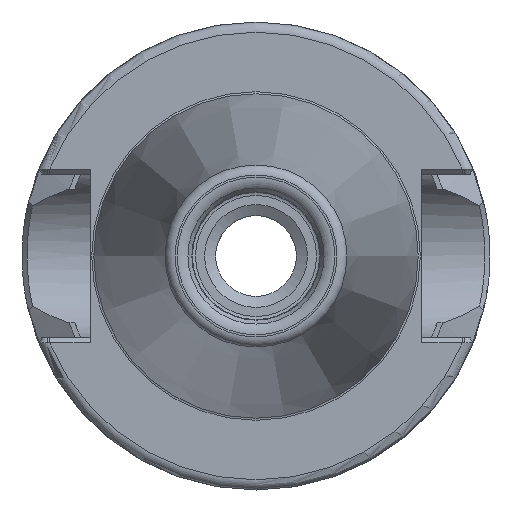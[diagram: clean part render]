
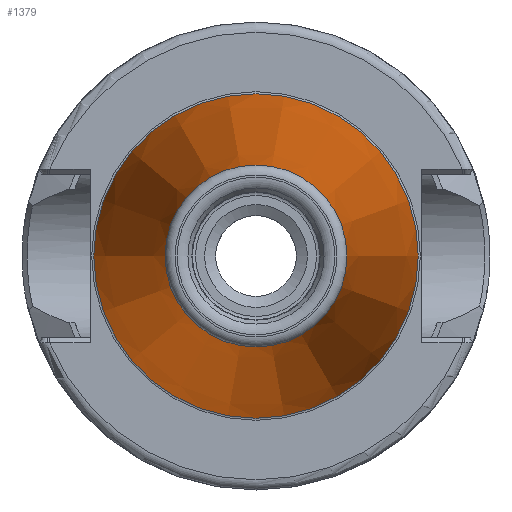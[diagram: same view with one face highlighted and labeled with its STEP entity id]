
A CAD part, left-side view. The second image highlights one B-rep face of the part: STEP entity #1379.
In plain terms, the highlighted conical face has half-angle 8.297 degrees and reference radius 12.445 mm.
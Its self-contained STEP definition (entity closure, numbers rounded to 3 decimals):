
#191=FACE_OUTER_BOUND('',#268,.T.);
#268=EDGE_LOOP('',(#1238,#1239,#1240,#1241,#1242,#1243,#1244));
#342=LINE('',#3026,#406);
#406=VECTOR('',#1908,12.445);
#488=CIRCLE('',#1539,8.941);
#489=CIRCLE('',#1540,8.941);
#490=CIRCLE('',#1541,8.941);
#492=CIRCLE('',#1544,15.948);
#493=CIRCLE('',#1545,15.948);
#646=VERTEX_POINT('',#3014);
#647=VERTEX_POINT('',#3015);
#648=VERTEX_POINT('',#3017);
#649=VERTEX_POINT('',#3022);
#650=VERTEX_POINT('',#3023);
#851=EDGE_CURVE('',#646,#647,#488,.T.);
#852=EDGE_CURVE('',#648,#646,#489,.T.);
#853=EDGE_CURVE('',#647,#648,#490,.T.);
#855=EDGE_CURVE('',#649,#650,#492,.T.);
#856=EDGE_CURVE('',#650,#649,#493,.T.);
#857=EDGE_CURVE('',#650,#648,#342,.T.);
#1238=ORIENTED_EDGE('',*,*,#855,.F.);
#1239=ORIENTED_EDGE('',*,*,#856,.F.);
#1240=ORIENTED_EDGE('',*,*,#857,.T.);
#1241=ORIENTED_EDGE('',*,*,#852,.T.);
#1242=ORIENTED_EDGE('',*,*,#851,.T.);
#1243=ORIENTED_EDGE('',*,*,#853,.T.);
#1244=ORIENTED_EDGE('',*,*,#857,.F.);
#1317=CONICAL_SURFACE('',#1543,12.445,0.145);
#1379=ADVANCED_FACE('',(#191),#1317,.T.);
#1539=AXIS2_PLACEMENT_3D('',#3016,#1894,#1895);
#1540=AXIS2_PLACEMENT_3D('',#3018,#1896,#1897);
#1541=AXIS2_PLACEMENT_3D('',#3019,#1898,#1899);
#1543=AXIS2_PLACEMENT_3D('',#3021,#1902,#1903);
#1544=AXIS2_PLACEMENT_3D('',#3024,#1904,#1905);
#1545=AXIS2_PLACEMENT_3D('',#3025,#1906,#1907);
#1894=DIRECTION('center_axis',(1.,0.,0.));
#1895=DIRECTION('ref_axis',(0.,0.,-1.));
#1896=DIRECTION('center_axis',(1.,0.,0.));
#1897=DIRECTION('ref_axis',(0.,0.,-1.));
#1898=DIRECTION('center_axis',(1.,0.,0.));
#1899=DIRECTION('ref_axis',(0.,0.,-1.));
#1902=DIRECTION('center_axis',(1.,0.,0.));
#1903=DIRECTION('ref_axis',(0.,1.,0.));
#1904=DIRECTION('center_axis',(1.,0.,0.));
#1905=DIRECTION('ref_axis',(0.,0.,-1.));
#1906=DIRECTION('center_axis',(1.,0.,0.));
#1907=DIRECTION('ref_axis',(0.,0.,-1.));
#1908=DIRECTION('',(-0.99,0.144,0.));
#3014=CARTESIAN_POINT('',(-47.944,8.941,0.));
#3015=CARTESIAN_POINT('',(-47.944,0.,8.941));
#3016=CARTESIAN_POINT('Origin',(-47.944,0.,
0.));
#3017=CARTESIAN_POINT('',(-47.944,-8.941,0.));
#3018=CARTESIAN_POINT('Origin',(-47.944,0.,
0.));
#3019=CARTESIAN_POINT('Origin',(-47.944,0.,
0.));
#3021=CARTESIAN_POINT('Origin',(-23.922,0.,
0.));
#3022=CARTESIAN_POINT('',(0.1,15.948,0.));
#3023=CARTESIAN_POINT('',(0.1,-15.948,0.));
#3024=CARTESIAN_POINT('Origin',(0.1,0.,
0.));
#3025=CARTESIAN_POINT('Origin',(0.1,0.,
0.));
#3026=CARTESIAN_POINT('',(-23.922,-12.445,0.));
